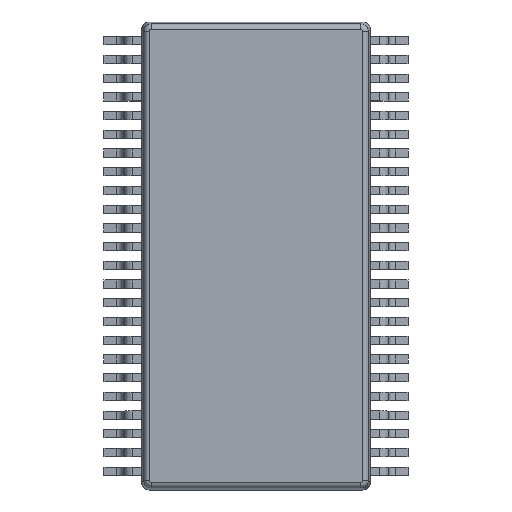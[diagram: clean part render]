
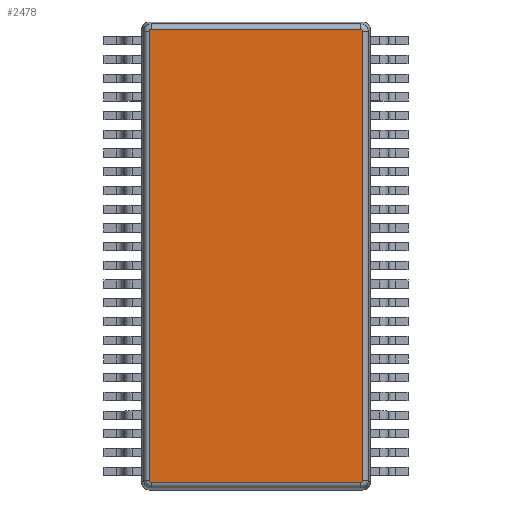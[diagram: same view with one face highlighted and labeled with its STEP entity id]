
A CAD part, top view. The second image highlights one B-rep face of the part: STEP entity #2478.
In plain terms, the highlighted face is planar.
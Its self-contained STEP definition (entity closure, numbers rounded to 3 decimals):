
#984=DIRECTION('',(0.,0.,1.));
#985=VECTOR('',#984,5.6);
#986=CARTESIAN_POINT('',(-6.049,0.425,-2.8));
#987=LINE('',#986,#985);
#1014=CARTESIAN_POINT('',(6.049,0.425,2.8));
#1015=CARTESIAN_POINT('',(6.049,0.425,2.801));
#1016=CARTESIAN_POINT('',(6.049,0.425,2.804));
#1017=CARTESIAN_POINT('',(6.049,0.425,2.809));
#1018=CARTESIAN_POINT('',(6.048,0.425,2.813));
#1019=CARTESIAN_POINT('',(6.046,0.425,2.817));
#1020=CARTESIAN_POINT('',(6.045,0.425,2.821));
#1021=CARTESIAN_POINT('',(6.043,0.425,2.825));
#1022=CARTESIAN_POINT('',(6.04,0.425,2.828));
#1023=CARTESIAN_POINT('',(6.038,0.425,2.832));
#1024=CARTESIAN_POINT('',(6.035,0.425,2.835));
#1025=CARTESIAN_POINT('',(6.032,0.425,2.838));
#1026=CARTESIAN_POINT('',(6.028,0.425,2.84));
#1027=CARTESIAN_POINT('',(6.025,0.425,2.843));
#1028=CARTESIAN_POINT('',(6.021,0.425,2.845));
#1029=CARTESIAN_POINT('',(6.017,0.425,2.846));
#1030=CARTESIAN_POINT('',(6.013,0.425,2.848));
#1031=CARTESIAN_POINT('',(6.009,0.425,2.849));
#1032=CARTESIAN_POINT('',(6.004,0.425,2.849));
#1033=CARTESIAN_POINT('',(6.001,0.425,2.849));
#1034=CARTESIAN_POINT('',(6.,0.425,2.849));
#1039=CARTESIAN_POINT('',(-6.,0.425,2.849));
#1040=CARTESIAN_POINT('',(-6.001,0.425,2.849));
#1041=CARTESIAN_POINT('',(-6.004,0.425,2.849));
#1042=CARTESIAN_POINT('',(-6.009,0.425,2.849));
#1043=CARTESIAN_POINT('',(-6.013,0.425,2.848));
#1044=CARTESIAN_POINT('',(-6.017,0.425,2.846));
#1045=CARTESIAN_POINT('',(-6.021,0.425,2.845));
#1046=CARTESIAN_POINT('',(-6.025,0.425,2.843));
#1047=CARTESIAN_POINT('',(-6.028,0.425,2.84));
#1048=CARTESIAN_POINT('',(-6.032,0.425,2.838));
#1049=CARTESIAN_POINT('',(-6.035,0.425,2.835));
#1050=CARTESIAN_POINT('',(-6.038,0.425,2.832));
#1051=CARTESIAN_POINT('',(-6.04,0.425,2.828));
#1052=CARTESIAN_POINT('',(-6.043,0.425,2.825));
#1053=CARTESIAN_POINT('',(-6.045,0.425,2.821));
#1054=CARTESIAN_POINT('',(-6.046,0.425,2.817));
#1055=CARTESIAN_POINT('',(-6.048,0.425,2.813));
#1056=CARTESIAN_POINT('',(-6.049,0.425,2.809));
#1057=CARTESIAN_POINT('',(-6.049,0.425,2.804));
#1058=CARTESIAN_POINT('',(-6.049,0.425,2.801));
#1059=CARTESIAN_POINT('',(-6.049,0.425,2.8));
#1064=CARTESIAN_POINT('',(-6.049,0.425,-2.8));
#1065=CARTESIAN_POINT('',(-6.049,0.425,-2.801));
#1066=CARTESIAN_POINT('',(-6.049,0.425,-2.804));
#1067=CARTESIAN_POINT('',(-6.049,0.425,-2.809));
#1068=CARTESIAN_POINT('',(-6.048,0.425,-2.813));
#1069=CARTESIAN_POINT('',(-6.046,0.425,-2.817));
#1070=CARTESIAN_POINT('',(-6.045,0.425,-2.821));
#1071=CARTESIAN_POINT('',(-6.043,0.425,-2.825));
#1072=CARTESIAN_POINT('',(-6.04,0.425,-2.828));
#1073=CARTESIAN_POINT('',(-6.038,0.425,-2.832));
#1074=CARTESIAN_POINT('',(-6.035,0.425,-2.835));
#1075=CARTESIAN_POINT('',(-6.032,0.425,-2.838));
#1076=CARTESIAN_POINT('',(-6.028,0.425,-2.84));
#1077=CARTESIAN_POINT('',(-6.025,0.425,-2.843));
#1078=CARTESIAN_POINT('',(-6.021,0.425,-2.845));
#1079=CARTESIAN_POINT('',(-6.017,0.425,-2.846));
#1080=CARTESIAN_POINT('',(-6.013,0.425,-2.848));
#1081=CARTESIAN_POINT('',(-6.009,0.425,-2.849));
#1082=CARTESIAN_POINT('',(-6.004,0.425,-2.849));
#1083=CARTESIAN_POINT('',(-6.001,0.425,-2.849));
#1084=CARTESIAN_POINT('',(-6.,0.425,-2.849));
#1089=CARTESIAN_POINT('',(6.,0.425,-2.849));
#1090=CARTESIAN_POINT('',(6.001,0.425,-2.849));
#1091=CARTESIAN_POINT('',(6.004,0.425,-2.849));
#1092=CARTESIAN_POINT('',(6.009,0.425,-2.849));
#1093=CARTESIAN_POINT('',(6.013,0.425,-2.848));
#1094=CARTESIAN_POINT('',(6.017,0.425,-2.846));
#1095=CARTESIAN_POINT('',(6.021,0.425,-2.845));
#1096=CARTESIAN_POINT('',(6.025,0.425,-2.843));
#1097=CARTESIAN_POINT('',(6.028,0.425,-2.84));
#1098=CARTESIAN_POINT('',(6.032,0.425,-2.838));
#1099=CARTESIAN_POINT('',(6.035,0.425,-2.835));
#1100=CARTESIAN_POINT('',(6.038,0.425,-2.832));
#1101=CARTESIAN_POINT('',(6.04,0.425,-2.828));
#1102=CARTESIAN_POINT('',(6.043,0.425,-2.825));
#1103=CARTESIAN_POINT('',(6.045,0.425,-2.821));
#1104=CARTESIAN_POINT('',(6.046,0.425,-2.817));
#1105=CARTESIAN_POINT('',(6.048,0.425,-2.813));
#1106=CARTESIAN_POINT('',(6.049,0.425,-2.809));
#1107=CARTESIAN_POINT('',(6.049,0.425,-2.804));
#1108=CARTESIAN_POINT('',(6.049,0.425,-2.801));
#1109=CARTESIAN_POINT('',(6.049,0.425,-2.8));
#1114=DIRECTION('',(0.,0.,-1.));
#1115=VECTOR('',#1114,5.6);
#1116=CARTESIAN_POINT('',(6.049,0.425,2.8));
#1117=LINE('',#1116,#1115);
#1169=DIRECTION('',(-1.,0.,0.));
#1170=VECTOR('',#1169,12.);
#1171=CARTESIAN_POINT('',(6.,0.425,-2.849));
#1172=LINE('',#1171,#1170);
#1249=DIRECTION('',(1.,0.,0.));
#1250=VECTOR('',#1249,12.);
#1251=CARTESIAN_POINT('',(-6.,0.425,2.849));
#1252=LINE('',#1251,#1250);
#1383=CARTESIAN_POINT('',(6.049,0.425,2.8));
#1384=CARTESIAN_POINT('',(6.049,0.425,-2.8));
#1385=VERTEX_POINT('',#1383);
#1386=VERTEX_POINT('',#1384);
#1389=CARTESIAN_POINT('',(-6.,0.425,2.849));
#1390=CARTESIAN_POINT('',(6.,0.425,2.849));
#1391=VERTEX_POINT('',#1389);
#1392=VERTEX_POINT('',#1390);
#1395=CARTESIAN_POINT('',(-6.049,0.425,-2.8));
#1396=CARTESIAN_POINT('',(-6.049,0.425,2.8));
#1397=VERTEX_POINT('',#1395);
#1398=VERTEX_POINT('',#1396);
#1399=CARTESIAN_POINT('',(6.,0.425,-2.849));
#1400=CARTESIAN_POINT('',(-6.,0.425,-2.849));
#1401=VERTEX_POINT('',#1399);
#1402=VERTEX_POINT('',#1400);
#2457=CARTESIAN_POINT('',(0.,0.425,0.));
#2458=DIRECTION('',(0.,1.,0.));
#2459=DIRECTION('',(1.,0.,0.));
#2460=AXIS2_PLACEMENT_3D('',#2457,#2458,#2459);
#2461=PLANE('',#2460);
#2463=ORIENTED_EDGE('',*,*,#2462,.F.);
#2465=ORIENTED_EDGE('',*,*,#2464,.T.);
#2467=ORIENTED_EDGE('',*,*,#2466,.F.);
#2468=ORIENTED_EDGE('',*,*,#2435,.T.);
#2469=ORIENTED_EDGE('',*,*,#2448,.F.);
#2471=ORIENTED_EDGE('',*,*,#2470,.T.);
#2473=ORIENTED_EDGE('',*,*,#2472,.F.);
#2475=ORIENTED_EDGE('',*,*,#2474,.T.);
#2476=EDGE_LOOP('',(#2463,#2465,#2467,#2468,#2469,#2471,#2473,#2475));
#2477=FACE_OUTER_BOUND('',#2476,.F.);
#1035=B_SPLINE_CURVE_WITH_KNOTS('',3,(#1014,#1015,#1016,#1017,#1018,#1019,#1020,
#1021,#1022,#1023,#1024,#1025,#1026,#1027,#1028,#1029,#1030,#1031,#1032,#1033,
#1034),.UNSPECIFIED.,.F.,.F.,(4,1,1,1,1,1,1,1,1,1,1,1,1,1,1,1,1,1,4),(0.,
0.056,0.111,0.167,0.222,
0.278,0.333,0.389,0.444,0.5,
0.556,0.611,0.667,0.722,
0.778,0.833,0.889,0.944,1.),
.UNSPECIFIED.);
#1060=B_SPLINE_CURVE_WITH_KNOTS('',3,(#1039,#1040,#1041,#1042,#1043,#1044,#1045,
#1046,#1047,#1048,#1049,#1050,#1051,#1052,#1053,#1054,#1055,#1056,#1057,#1058,
#1059),.UNSPECIFIED.,.F.,.F.,(4,1,1,1,1,1,1,1,1,1,1,1,1,1,1,1,1,1,4),(0.,
0.056,0.111,0.167,0.222,
0.278,0.333,0.389,0.444,0.5,
0.556,0.611,0.667,0.722,
0.778,0.833,0.889,0.944,1.),
.UNSPECIFIED.);
#1085=B_SPLINE_CURVE_WITH_KNOTS('',3,(#1064,#1065,#1066,#1067,#1068,#1069,#1070,
#1071,#1072,#1073,#1074,#1075,#1076,#1077,#1078,#1079,#1080,#1081,#1082,#1083,
#1084),.UNSPECIFIED.,.F.,.F.,(4,1,1,1,1,1,1,1,1,1,1,1,1,1,1,1,1,1,4),(0.,
0.056,0.111,0.167,0.222,
0.278,0.333,0.389,0.444,0.5,
0.556,0.611,0.667,0.722,
0.778,0.833,0.889,0.944,1.),
.UNSPECIFIED.);
#1110=B_SPLINE_CURVE_WITH_KNOTS('',3,(#1089,#1090,#1091,#1092,#1093,#1094,#1095,
#1096,#1097,#1098,#1099,#1100,#1101,#1102,#1103,#1104,#1105,#1106,#1107,#1108,
#1109),.UNSPECIFIED.,.F.,.F.,(4,1,1,1,1,1,1,1,1,1,1,1,1,1,1,1,1,1,4),(0.,
0.056,0.111,0.167,0.222,
0.278,0.333,0.389,0.444,0.5,
0.556,0.611,0.667,0.722,
0.778,0.833,0.889,0.944,1.),
.UNSPECIFIED.);
#2435=EDGE_CURVE('',#1391,#1398,#1060,.T.);
#2448=EDGE_CURVE('',#1397,#1398,#987,.T.);
#2462=EDGE_CURVE('',#1385,#1386,#1117,.T.);
#2464=EDGE_CURVE('',#1385,#1392,#1035,.T.);
#2466=EDGE_CURVE('',#1391,#1392,#1252,.T.);
#2470=EDGE_CURVE('',#1397,#1402,#1085,.T.);
#2472=EDGE_CURVE('',#1401,#1402,#1172,.T.);
#2474=EDGE_CURVE('',#1401,#1386,#1110,.T.);
#2478=ADVANCED_FACE('',(#2477),#2461,.T.);
